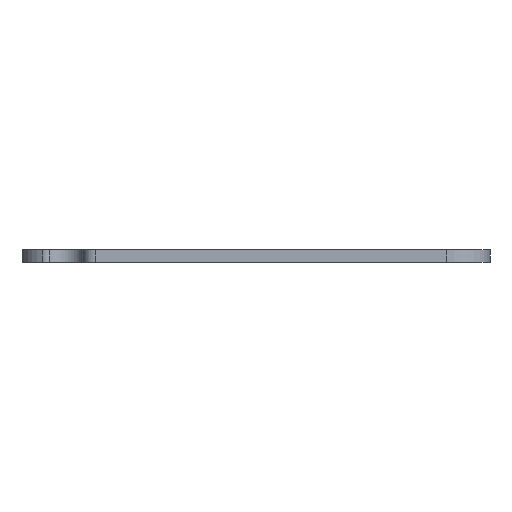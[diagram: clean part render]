
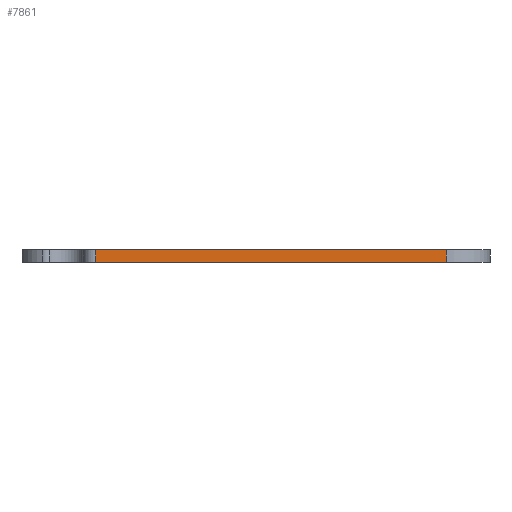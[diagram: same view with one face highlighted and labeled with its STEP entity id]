
A CAD part, left-side view. The second image highlights one B-rep face of the part: STEP entity #7861.
In plain terms, the highlighted planar face has unit normal (-1, 0, 0).
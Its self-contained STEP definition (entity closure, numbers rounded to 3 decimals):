
#27=PLANE('',#8296);
#246=FACE_OUTER_BOUND('',#659,.T.);
#659=EDGE_LOOP('',(#5245,#5246,#5247,#5248));
#1096=LINE('',#11636,#1933);
#1097=LINE('',#11640,#1934);
#1098=LINE('',#11642,#1935);
#1099=LINE('',#11643,#1936);
#1933=VECTOR('',#9169,1.);
#1934=VECTOR('',#9174,27.95);
#1935=VECTOR('',#9175,1.);
#1936=VECTOR('',#9176,27.95);
#3158=VERTEX_POINT('',#11633);
#3159=VERTEX_POINT('',#11635);
#3160=VERTEX_POINT('',#11639);
#3161=VERTEX_POINT('',#11641);
#3995=EDGE_CURVE('',#3159,#3158,#1096,.T.);
#3997=EDGE_CURVE('',#3158,#3160,#1097,.T.);
#3998=EDGE_CURVE('',#3161,#3160,#1098,.T.);
#3999=EDGE_CURVE('',#3161,#3159,#1099,.T.);
#5245=ORIENTED_EDGE('',*,*,#3997,.T.);
#5246=ORIENTED_EDGE('',*,*,#3998,.F.);
#5247=ORIENTED_EDGE('',*,*,#3999,.T.);
#5248=ORIENTED_EDGE('',*,*,#3995,.T.);
#7861=ADVANCED_FACE('',(#246),#27,.T.);
#8296=AXIS2_PLACEMENT_3D('',#11638,#9172,#9173);
#9169=DIRECTION('',(0.,0.,1.));
#9172=DIRECTION('center_axis',(-1.,0.,0.));
#9173=DIRECTION('ref_axis',(0.,0.,1.));
#9174=DIRECTION('',(0.,1.,0.));
#9175=DIRECTION('',(0.,0.,1.));
#9176=DIRECTION('',(0.,-1.,0.));
#11633=CARTESIAN_POINT('',(-40.,-6.228,1.));
#11635=CARTESIAN_POINT('',(-40.,-6.228,0.));
#11636=CARTESIAN_POINT('',(-40.,-6.228,0.));
#11638=CARTESIAN_POINT('Origin',(-40.,17.772,0.));
#11639=CARTESIAN_POINT('',(-40.,21.722,1.));
#11640=CARTESIAN_POINT('',(-40.,-6.228,1.));
#11641=CARTESIAN_POINT('',(-40.,21.722,0.));
#11642=CARTESIAN_POINT('',(-40.,21.722,0.));
#11643=CARTESIAN_POINT('',(-40.,21.722,0.));
